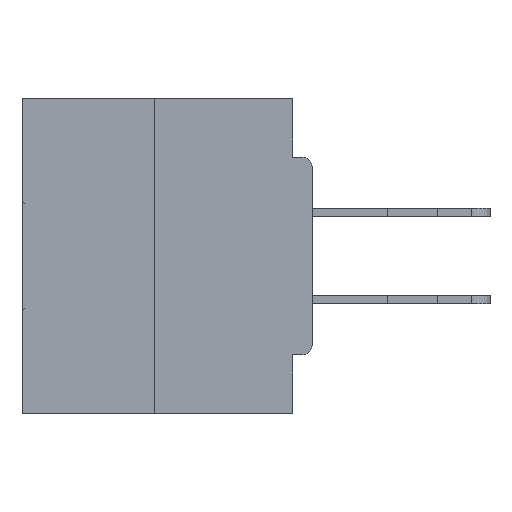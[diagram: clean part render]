
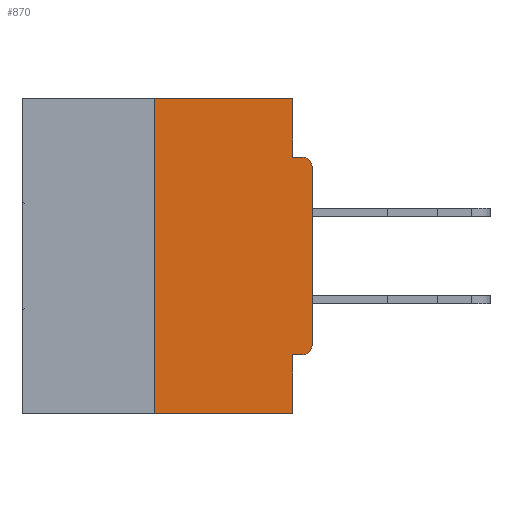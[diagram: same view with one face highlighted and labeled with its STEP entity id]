
A CAD part, left-side view. The second image highlights one B-rep face of the part: STEP entity #870.
In plain terms, the highlighted planar face has unit normal (-1, 0, 0).
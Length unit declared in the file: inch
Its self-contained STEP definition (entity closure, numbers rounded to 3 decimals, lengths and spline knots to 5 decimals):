
#172 = CIRCLE ( 'NONE', #28659, 0.015 ) ;
#870 = ADVANCED_FACE ( 'NONE', ( #27768 ), #27179, .F. ) ;
#1116 = CARTESIAN_POINT ( 'NONE',  ( 0., 0.031, 0. ) ) ;
#2772 = EDGE_CURVE ( 'NONE', #28890, #30767, #20749, .T. ) ;
#3168 = CARTESIAN_POINT ( 'NONE',  ( 0., 0., -0.1085 ) ) ;
#3718 = CARTESIAN_POINT ( 'NONE',  ( 0., 0.015, -0.0935 ) ) ;
#4990 = DIRECTION ( 'NONE',  ( -1., 0., 0. ) ) ;
#5021 = VECTOR ( 'NONE', #17258, 39.37008 ) ;
#5502 = DIRECTION ( 'NONE',  ( 0., -1., 0. ) ) ;
#6011 = CARTESIAN_POINT ( 'NONE',  ( 0., 0., -0.3915 ) ) ;
#7235 = DIRECTION ( 'NONE',  ( 0., 0., -1. ) ) ;
#7919 = CARTESIAN_POINT ( 'NONE',  ( 0., 0.46, 0. ) ) ;
#8551 = LINE ( 'NONE', #26877, #30719 ) ;
#8750 = DIRECTION ( 'NONE',  ( 0., -1., 0. ) ) ;
#8959 = CARTESIAN_POINT ( 'NONE',  ( 0., 0.46, 0. ) ) ;
#9396 = VERTEX_POINT ( 'NONE', #21160 ) ;
#9691 = CARTESIAN_POINT ( 'NONE',  ( 0., 0.25, 0. ) ) ;
#9911 = LINE ( 'NONE', #1116, #5021 ) ;
#10154 = CIRCLE ( 'NONE', #31844, 0.015 ) ;
#10242 = LINE ( 'NONE', #24322, #30940 ) ;
#11071 = VECTOR ( 'NONE', #31719, 39.37008 ) ;
#11850 = VECTOR ( 'NONE', #34456, 39.37008 ) ;
#13279 = CARTESIAN_POINT ( 'NONE',  ( 0., 0.031, 0. ) ) ;
#13428 = EDGE_CURVE ( 'NONE', #19522, #30266, #8551, .T. ) ;
#13602 = ORIENTED_EDGE ( 'NONE', *, *, #33702, .T. ) ;
#14255 = EDGE_CURVE ( 'NONE', #30767, #18233, #172, .T. ) ;
#14278 = VERTEX_POINT ( 'NONE', #33324 ) ;
#15269 = EDGE_CURVE ( 'NONE', #22065, #9396, #9911, .T. ) ;
#15326 = CARTESIAN_POINT ( 'NONE',  ( 0., 0., -0.4065 ) ) ;
#15620 = ORIENTED_EDGE ( 'NONE', *, *, #34430, .F. ) ;
#17258 = DIRECTION ( 'NONE',  ( 0., 0., -1. ) ) ;
#17301 = DIRECTION ( 'NONE',  ( 0., 0., 1. ) ) ;
#18233 = VERTEX_POINT ( 'NONE', #3718 ) ;
#19431 = LINE ( 'NONE', #15326, #25804 ) ;
#19522 = VERTEX_POINT ( 'NONE', #35769 ) ;
#19786 = CARTESIAN_POINT ( 'NONE',  ( 0., 0.015, -0.3915 ) ) ;
#20145 = ORIENTED_EDGE ( 'NONE', *, *, #15269, .F. ) ;
#20606 = CARTESIAN_POINT ( 'NONE',  ( 0., 0., -0.0935 ) ) ;
#20749 = LINE ( 'NONE', #31688, #11850 ) ;
#21160 = CARTESIAN_POINT ( 'NONE',  ( 0., 0.031, -0.0935 ) ) ;
#21457 = EDGE_CURVE ( 'NONE', #31961, #39925, #37588, .T. ) ;
#21460 = LINE ( 'NONE', #20606, #23469 ) ;
#22065 = VERTEX_POINT ( 'NONE', #13279 ) ;
#22480 = ORIENTED_EDGE ( 'NONE', *, *, #21457, .F. ) ;
#23469 = VECTOR ( 'NONE', #26647, 39.37008 ) ;
#23847 = AXIS2_PLACEMENT_3D ( 'NONE', #7919, #33359, #30199 ) ;
#24322 = CARTESIAN_POINT ( 'NONE',  ( 0., 0.46, -0.5 ) ) ;
#25270 = EDGE_LOOP ( 'NONE', ( #15620, #30181, #35157, #22480, #35748, #13602, #38444, #40643, #29155, #20145 ) ) ;
#25804 = VECTOR ( 'NONE', #37396, 39.37008 ) ;
#26144 = CARTESIAN_POINT ( 'NONE',  ( 0., 0.031, -0.4065 ) ) ;
#26647 = DIRECTION ( 'NONE',  ( 0., -1., 0. ) ) ;
#26877 = CARTESIAN_POINT ( 'NONE',  ( 0., 0.25, 0. ) ) ;
#27179 = PLANE ( 'NONE',  #23847 ) ;
#27768 = FACE_OUTER_BOUND ( 'NONE', #25270, .T. ) ;
#28659 = AXIS2_PLACEMENT_3D ( 'NONE', #39204, #4990, #35963 ) ;
#28890 = VERTEX_POINT ( 'NONE', #6011 ) ;
#29155 = ORIENTED_EDGE ( 'NONE', *, *, #30031, .F. ) ;
#29332 = LINE ( 'NONE', #8959, #34201 ) ;
#30031 = EDGE_CURVE ( 'NONE', #9396, #18233, #21460, .T. ) ;
#30181 = ORIENTED_EDGE ( 'NONE', *, *, #13428, .F. ) ;
#30199 = DIRECTION ( 'NONE',  ( 0., 0., -1. ) ) ;
#30266 = VERTEX_POINT ( 'NONE', #9691 ) ;
#30719 = VECTOR ( 'NONE', #17301, 39.37008 ) ;
#30767 = VERTEX_POINT ( 'NONE', #3168 ) ;
#30940 = VECTOR ( 'NONE', #8750, 39.37008 ) ;
#31659 = EDGE_CURVE ( 'NONE', #14278, #31961, #19431, .T. ) ;
#31688 = CARTESIAN_POINT ( 'NONE',  ( 0., 0., 0. ) ) ;
#31719 = DIRECTION ( 'NONE',  ( 0., 0., -1. ) ) ;
#31844 = AXIS2_PLACEMENT_3D ( 'NONE', #19786, #38961, #7235 ) ;
#31961 = VERTEX_POINT ( 'NONE', #26144 ) ;
#33324 = CARTESIAN_POINT ( 'NONE',  ( 0., 0.015, -0.4065 ) ) ;
#33359 = DIRECTION ( 'NONE',  ( 1., 0., 0. ) ) ;
#33702 = EDGE_CURVE ( 'NONE', #14278, #28890, #10154, .T. ) ;
#34201 = VECTOR ( 'NONE', #5502, 39.37008 ) ;
#34430 = EDGE_CURVE ( 'NONE', #30266, #22065, #29332, .T. ) ;
#34456 = DIRECTION ( 'NONE',  ( 0., 0., 1. ) ) ;
#35157 = ORIENTED_EDGE ( 'NONE', *, *, #36069, .T. ) ;
#35479 = CARTESIAN_POINT ( 'NONE',  ( 0., 0.031, -0.5 ) ) ;
#35748 = ORIENTED_EDGE ( 'NONE', *, *, #31659, .F. ) ;
#35769 = CARTESIAN_POINT ( 'NONE',  ( 0., 0.25, -0.5 ) ) ;
#35963 = DIRECTION ( 'NONE',  ( 0., 0., -1. ) ) ;
#36069 = EDGE_CURVE ( 'NONE', #19522, #39925, #10242, .T. ) ;
#37396 = DIRECTION ( 'NONE',  ( 0., 1., 0. ) ) ;
#37588 = LINE ( 'NONE', #37874, #11071 ) ;
#37874 = CARTESIAN_POINT ( 'NONE',  ( 0., 0.031, -0.5 ) ) ;
#38444 = ORIENTED_EDGE ( 'NONE', *, *, #2772, .T. ) ;
#38961 = DIRECTION ( 'NONE',  ( -1., 0., 0. ) ) ;
#39204 = CARTESIAN_POINT ( 'NONE',  ( 0., 0.015, -0.1085 ) ) ;
#39925 = VERTEX_POINT ( 'NONE', #35479 ) ;
#40643 = ORIENTED_EDGE ( 'NONE', *, *, #14255, .T. ) ;
